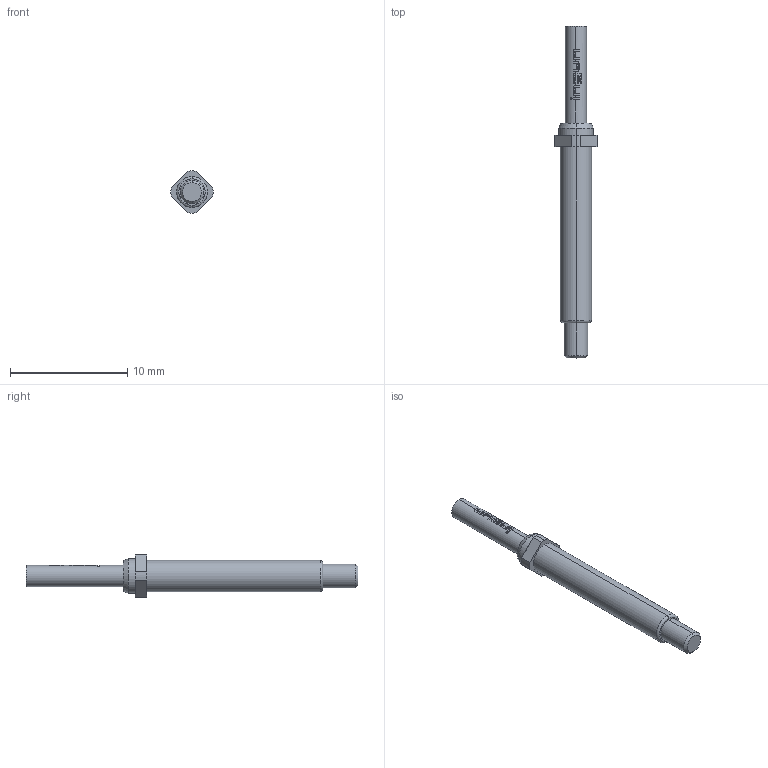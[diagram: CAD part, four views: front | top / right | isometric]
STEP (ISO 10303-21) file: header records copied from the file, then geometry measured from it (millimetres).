
FILE_DESCRIPTION (( 'STEP AP203' ), '1' );
FILE_NAME ('INGUN_GKS-113_302_180_A_xx02_M.STEP', '2022-01-24T10:28:09', ( 'ochi' ), ( '' ), 'SwSTEP 2.0', 'SolidWorks 2018', '' );
FILE_SCHEMA (( 'CONFIG_CONTROL_DESIGN' ));
Length unit declared in the file: millimetre
Products named in the file (1): INGUN_GKS-113_302_180_A_xx02_M
Bounding box: 3.59 x 28.3 x 3.6 mm (x, y, z)
Volume: 128.3 mm3; surface area: 225.1 mm2
Topology: 1 solids, 1 shells, 110 faces, 303 edges, 200 vertices
Faces by surface type: plane 50, cylinder 32, bspline 22, cone 4, torus 2
Entity records: 4566 total; most frequent: CARTESIAN_POINT 2160, ORIENTED_EDGE 606, EDGE_CURVE 303, DIRECTION 293, B_SPLINE_CURVE_WITH_KNOTS 222, VERTEX_POINT 200, AXIS2_PLACEMENT_3D 123, EDGE_LOOP 115
